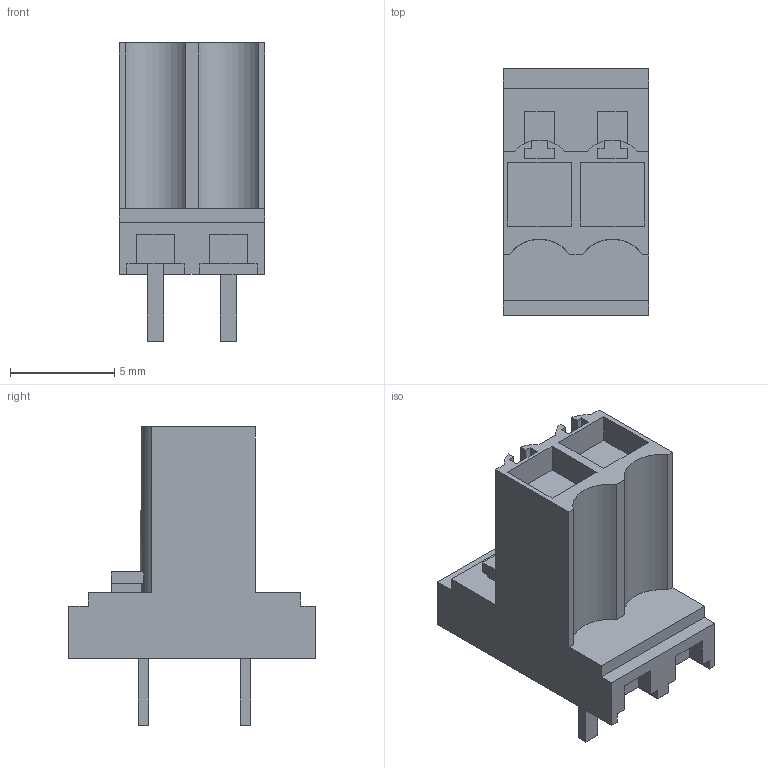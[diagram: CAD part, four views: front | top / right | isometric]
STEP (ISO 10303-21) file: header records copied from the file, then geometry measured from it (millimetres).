
FILE_DESCRIPTION(('CATIA V5 STEP Exchange','CAx-IF Rec.Pracs.--- Model Styling and Organization---1.2---2011-12-15'),'2;1');
FILE_NAME ('D1451600_0_1376310000_1376310000.stp','2017-04-29T07:04:39+00:00',('none'),('Weidmueller'),'CATIA Version 5-6 Release 2014','CATIA V5 STEP AP214','none');
FILE_SCHEMA(('AUTOMOTIVE_DESIGN { 1 0 10303 214 1 1 1 1 }'));
Length unit declared in the file: millimetre
Products named in the file (1): 1376310000
Bounding box: 7 x 11.85 x 14.3 mm (x, y, z)
Volume: 453.7 mm3; surface area: 604.6 mm2
Topology: 3 solids, 3 shells, 108 faces, 304 edges, 204 vertices
Faces by surface type: plane 104, cylinder 4
Entity records: 3438 total; most frequent: ORIENTED_EDGE 608, CARTESIAN_POINT 596, DIRECTION 478, EDGE_CURVE 304, VECTOR 284, LINE 284, VERTEX_POINT 204, EDGE_LOOP 110
